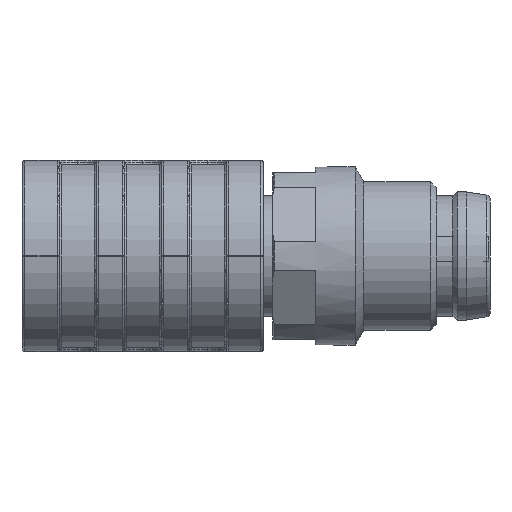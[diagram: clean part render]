
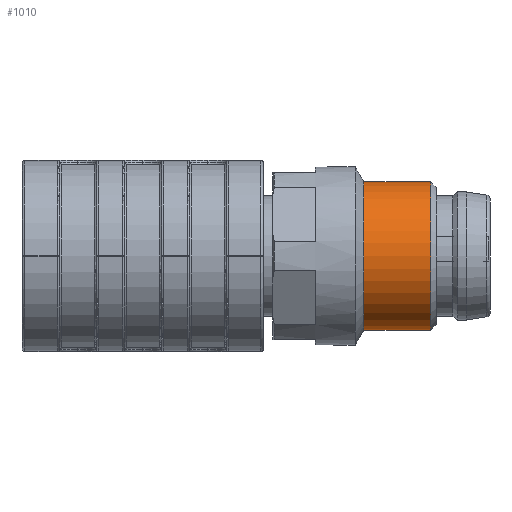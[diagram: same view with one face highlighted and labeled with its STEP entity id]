
A CAD part, front view. The second image highlights one B-rep face of the part: STEP entity #1010.
In plain terms, the highlighted cylindrical face has radius 4 mm (diameter 8 mm), a full revolution.
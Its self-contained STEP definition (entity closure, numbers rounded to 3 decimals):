
#1010=ADVANCED_FACE('',(#1185,#1186),#1124,.T.);
#1124=CYLINDRICAL_SURFACE('',#3967,4.);
#1185=FACE_BOUND('',#1434,.T.);
#1186=FACE_BOUND('',#1435,.T.);
#1434=EDGE_LOOP('',(#2340));
#1435=EDGE_LOOP('',(#2341));
#2340=ORIENTED_EDGE('',*,*,#3202,.F.);
#2341=ORIENTED_EDGE('',*,*,#3201,.T.);
#2722=VERTEX_POINT('',#6628);
#2723=VERTEX_POINT('',#6631);
#3201=EDGE_CURVE('',#2722,#2722,#3498,.T.);
#3202=EDGE_CURVE('',#2723,#2723,#3499,.T.);
#3498=CIRCLE('',#3964,4.);
#3499=CIRCLE('',#3966,4.);
#3964=AXIS2_PLACEMENT_3D('',#6627,#5070,#5071);
#3966=AXIS2_PLACEMENT_3D('',#6630,#5074,#5075);
#3967=AXIS2_PLACEMENT_3D('',#6632,#5076,#5077);
#5070=DIRECTION('',(-1.,0.,0.));
#5071=DIRECTION('',(0.,0.,-1.));
#5074=DIRECTION('',(-1.,0.,0.));
#5075=DIRECTION('',(0.,0.,-1.));
#5076=DIRECTION('',(-1.,0.,0.));
#5077=DIRECTION('',(0.,0.,1.));
#6627=CARTESIAN_POINT('',(122.525,-9.65,0.001));
#6628=CARTESIAN_POINT('',(122.525,-9.65,-3.999));
#6630=CARTESIAN_POINT('',(118.925,-9.65,0.001));
#6631=CARTESIAN_POINT('',(118.925,-9.65,-3.999));
#6632=CARTESIAN_POINT('',(112.725,-9.65,0.001));
